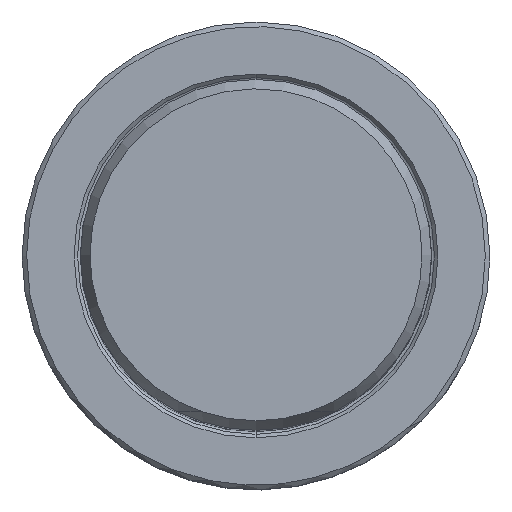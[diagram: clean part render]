
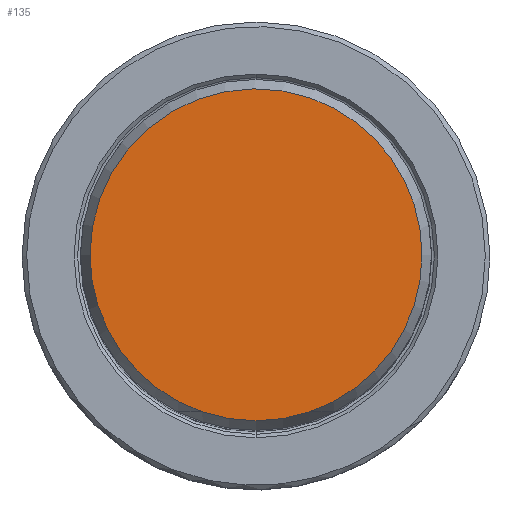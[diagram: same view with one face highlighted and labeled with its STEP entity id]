
A CAD part, top view. The second image highlights one B-rep face of the part: STEP entity #135.
In plain terms, the highlighted planar face has unit normal (0, 0, 1).
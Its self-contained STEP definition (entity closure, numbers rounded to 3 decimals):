
#40=PLANE('',#1260);
#135=ADVANCED_FACE('',(#219),#40,.F.);
#219=FACE_OUTER_BOUND('',#283,.T.);
#283=EDGE_LOOP('',(#459,#460,#461,#462,#463));
#459=ORIENTED_EDGE('',*,*,#768,.F.);
#460=ORIENTED_EDGE('',*,*,#769,.F.);
#461=ORIENTED_EDGE('',*,*,#770,.F.);
#462=ORIENTED_EDGE('',*,*,#771,.F.);
#463=ORIENTED_EDGE('',*,*,#772,.F.);
#647=VERTEX_POINT('',#2350);
#648=VERTEX_POINT('',#2351);
#649=VERTEX_POINT('',#2353);
#650=VERTEX_POINT('',#2355);
#651=VERTEX_POINT('',#2357);
#768=EDGE_CURVE('',#647,#648,#932,.T.);
#769=EDGE_CURVE('',#649,#647,#933,.T.);
#770=EDGE_CURVE('',#650,#649,#934,.T.);
#771=EDGE_CURVE('',#651,#650,#935,.T.);
#772=EDGE_CURVE('',#648,#651,#936,.T.);
#932=CIRCLE('',#1255,18.022);
#933=CIRCLE('',#1256,18.022);
#934=CIRCLE('',#1257,18.022);
#935=CIRCLE('',#1258,18.022);
#936=CIRCLE('',#1259,18.022);
#1255=AXIS2_PLACEMENT_3D('',#2349,#1514,#1515);
#1256=AXIS2_PLACEMENT_3D('',#2352,#1516,#1517);
#1257=AXIS2_PLACEMENT_3D('',#2354,#1518,#1519);
#1258=AXIS2_PLACEMENT_3D('',#2356,#1520,#1521);
#1259=AXIS2_PLACEMENT_3D('',#2358,#1522,#1523);
#1260=AXIS2_PLACEMENT_3D('',#2359,#1524,#1525);
#1514=DIRECTION('',(0.,0.,-1.));
#1515=DIRECTION('',(0.324,-0.946,0.));
#1516=DIRECTION('',(0.,0.,-1.));
#1517=DIRECTION('',(1.,0.,0.));
#1518=DIRECTION('',(0.,0.,-1.));
#1519=DIRECTION('',(0.324,0.946,0.));
#1520=DIRECTION('',(0.,0.,-1.));
#1521=DIRECTION('',(-1.,0.,0.));
#1522=DIRECTION('',(0.,0.,-1.));
#1523=DIRECTION('',(-0.324,-0.946,0.));
#1524=DIRECTION('',(0.,0.,-1.));
#1525=DIRECTION('',(-1.,0.,0.));
#2349=CARTESIAN_POINT('',(0.,0.,69.85));
#2350=CARTESIAN_POINT('',(5.839,-17.05,69.85));
#2351=CARTESIAN_POINT('',(-5.839,-17.05,69.85));
#2352=CARTESIAN_POINT('',(0.,0.,69.85));
#2353=CARTESIAN_POINT('',(18.022,0.,69.85));
#2354=CARTESIAN_POINT('',(0.,0.,69.85));
#2355=CARTESIAN_POINT('',(5.839,17.05,69.85));
#2356=CARTESIAN_POINT('',(0.,0.,69.85));
#2357=CARTESIAN_POINT('',(-18.022,0.,69.85));
#2358=CARTESIAN_POINT('',(0.,0.,69.85));
#2359=CARTESIAN_POINT('',(0.,0.,69.85));
